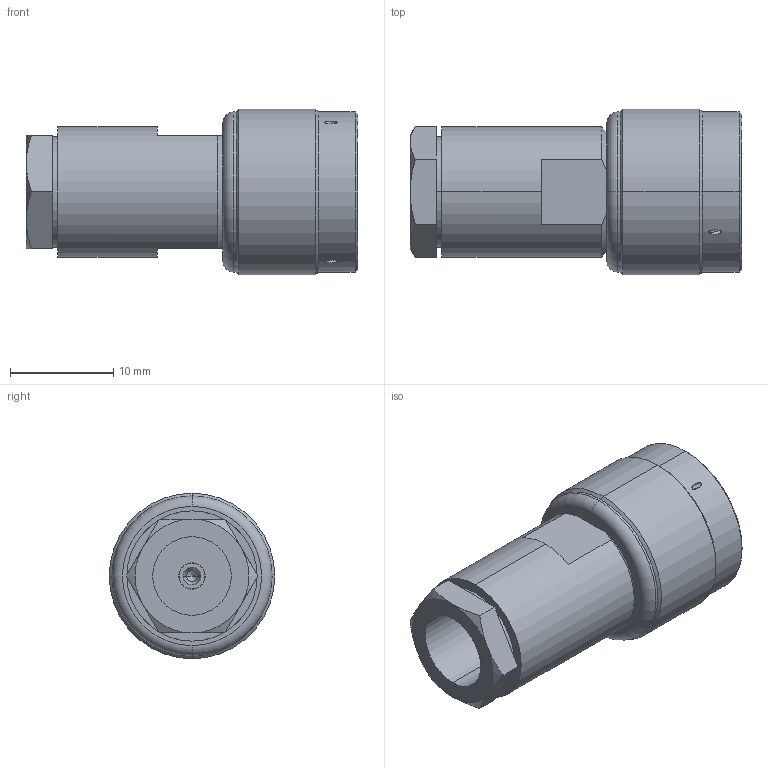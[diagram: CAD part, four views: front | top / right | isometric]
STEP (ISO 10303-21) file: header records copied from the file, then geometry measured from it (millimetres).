
FILE_DESCRIPTION (( 'STEP AP214' ), '1' );
FILE_NAME ('FMCN10-09030-210_3D.step', '2024-06-11T22:24:30', ( '' ), ( '' ), 'SwSTEP 2.0', 'SolidWorks 2022', '' );
FILE_SCHEMA (( 'AUTOMOTIVE_DESIGN' ));
Length unit declared in the file: inch
Products named in the file (4): Copy of 10-09030-XXX-MA3^FMCN10-09030-210; FMCN10-09030-210_3D; Copy of 10-09030-XXX-MA1^FMCN10-09030-210; Copy of 10-09030-XXX-MA2^FMCN10-09030-210
Assembly tree (3 placements, depth 2):
  FMCN10-09030-210_3D
    Copy of 10-09030-XXX-MA1^FMCN10-09030-210
    Copy of 10-09030-XXX-MA2^FMCN10-09030-210
    Copy of 10-09030-XXX-MA3^FMCN10-09030-210
Bounding box: 32.05 x 16 x 16 mm (x, y, z)
Volume: 3882 mm3; surface area: 3678.4 mm2
Topology: 3 solids, 3 shells, 180 faces, 438 edges, 274 vertices
Faces by surface type: cylinder 65, plane 63, cone 36, torus 16
Entity records: 6418 total; most frequent: CARTESIAN_POINT 1358, DIRECTION 923, ORIENTED_EDGE 872, EDGE_CURVE 436, AXIS2_PLACEMENT_3D 369, VERTEX_POINT 274, EDGE_LOOP 204, LINE 185
